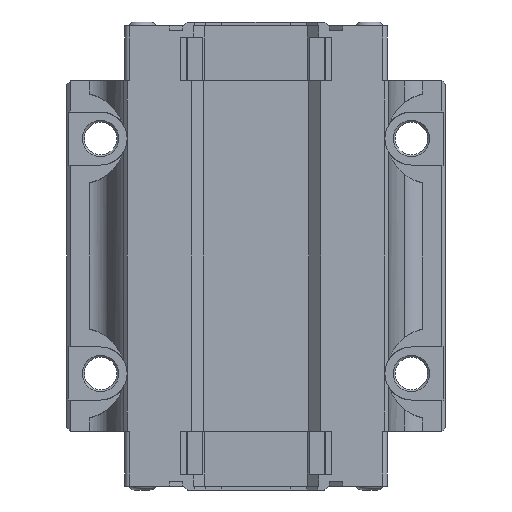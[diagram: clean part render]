
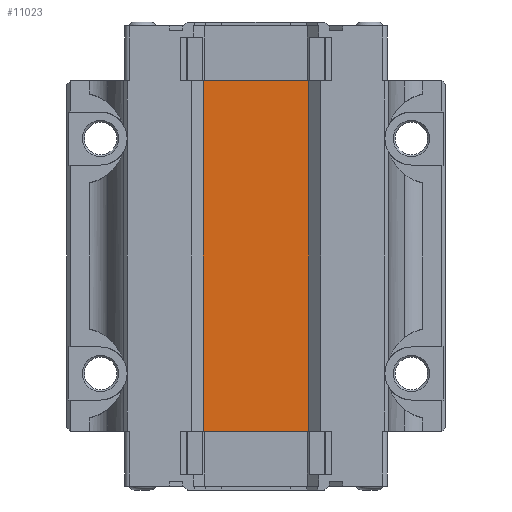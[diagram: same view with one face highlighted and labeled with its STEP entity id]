
A CAD part, front view. The second image highlights one B-rep face of the part: STEP entity #11023.
In plain terms, the highlighted planar face has unit normal (0, -1, 0).
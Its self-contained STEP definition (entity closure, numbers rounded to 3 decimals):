
#1435=FACE_OUTER_BOUND('',#2044,.T.);
#2044=EDGE_LOOP('',(#10013,#10014,#10015,#10016));
#2991=LINE('',#17620,#4141);
#3038=LINE('',#17767,#4188);
#3204=LINE('',#18402,#4354);
#3205=LINE('',#18404,#4355);
#4141=VECTOR('',#14418,10.);
#4188=VECTOR('',#14575,10.);
#4354=VECTOR('',#15041,10.);
#4355=VECTOR('',#15044,10.);
#5197=VERTEX_POINT('',#17617);
#5198=VERTEX_POINT('',#17619);
#5242=VERTEX_POINT('',#17764);
#5243=VERTEX_POINT('',#17766);
#6627=EDGE_CURVE('',#5197,#5198,#2991,.T.);
#6700=EDGE_CURVE('',#5242,#5243,#3038,.T.);
#6942=EDGE_CURVE('',#5197,#5243,#3204,.T.);
#6943=EDGE_CURVE('',#5198,#5242,#3205,.T.);
#10013=ORIENTED_EDGE('',*,*,#6942,.T.);
#10014=ORIENTED_EDGE('',*,*,#6700,.F.);
#10015=ORIENTED_EDGE('',*,*,#6943,.F.);
#10016=ORIENTED_EDGE('',*,*,#6627,.F.);
#10456=PLANE('',#12004);
#11023=ADVANCED_FACE('',(#1435),#10456,.T.);
#12004=AXIS2_PLACEMENT_3D('',#18403,#15042,#15043);
#14418=DIRECTION('',(-1.,0.,0.));
#14575=DIRECTION('',(1.,0.,0.));
#15041=DIRECTION('',(0.,0.,1.));
#15042=DIRECTION('center_axis',(0.,-1.,0.));
#15043=DIRECTION('ref_axis',(1.,0.,0.));
#15044=DIRECTION('',(0.,0.,1.));
#17617=CARTESIAN_POINT('',(14.01,-10.1,-46.25));
#17619=CARTESIAN_POINT('',(-14.01,-10.1,-46.25));
#17620=CARTESIAN_POINT('',(-14.01,-10.1,-46.25));
#17764=CARTESIAN_POINT('',(-14.01,-10.1,46.25));
#17766=CARTESIAN_POINT('',(14.01,-10.1,46.25));
#17767=CARTESIAN_POINT('',(-14.01,-10.1,46.25));
#18402=CARTESIAN_POINT('',(14.01,-10.1,0.));
#18403=CARTESIAN_POINT('Origin',(-14.01,-10.1,0.));
#18404=CARTESIAN_POINT('',(-14.01,-10.1,0.));
